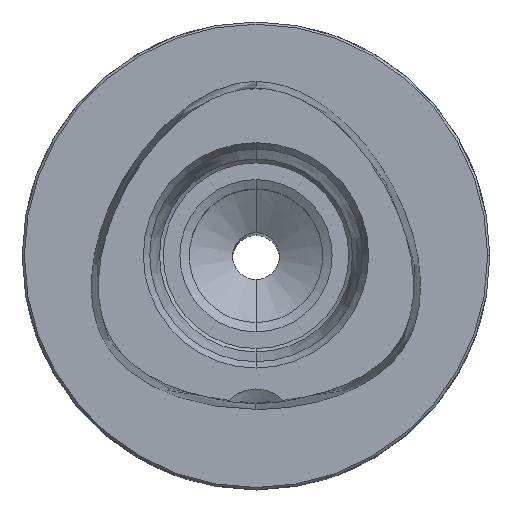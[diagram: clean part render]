
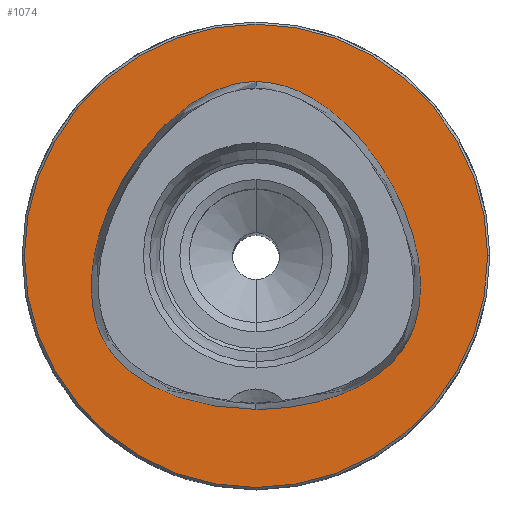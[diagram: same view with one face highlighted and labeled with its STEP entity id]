
A CAD part, top view. The second image highlights one B-rep face of the part: STEP entity #1074.
In plain terms, the highlighted planar face has unit normal (0, 0, 1).
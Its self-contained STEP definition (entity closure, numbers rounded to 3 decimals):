
#71=CARTESIAN_POINT('',(0.,23.475,0.));
#72=CARTESIAN_POINT('',(0.844,23.475,0.));
#73=CARTESIAN_POINT('',(2.531,23.302,0.));
#74=CARTESIAN_POINT('',(5.127,22.519,0.));
#75=CARTESIAN_POINT('',(7.604,21.297,0.));
#76=CARTESIAN_POINT('',(9.964,19.699,0.));
#77=CARTESIAN_POINT('',(12.154,17.812,0.));
#78=CARTESIAN_POINT('',(14.217,15.635,0.));
#79=CARTESIAN_POINT('',(16.154,13.159,0.));
#80=CARTESIAN_POINT('',(17.908,10.432,0.));
#81=CARTESIAN_POINT('',(19.42,7.53,0.));
#82=CARTESIAN_POINT('',(20.625,4.569,0.));
#83=CARTESIAN_POINT('',(21.493,1.664,0.));
#84=CARTESIAN_POINT('',(22.04,-1.199,0.));
#85=CARTESIAN_POINT('',(22.246,-4.062,0.));
#86=CARTESIAN_POINT('',(22.062,-6.822,0.));
#87=CARTESIAN_POINT('',(21.458,-9.422,0.));
#88=CARTESIAN_POINT('',(20.403,-11.795,0.));
#89=CARTESIAN_POINT('',(18.869,-13.894,0.));
#90=CARTESIAN_POINT('',(16.912,-15.718,0.));
#91=CARTESIAN_POINT('',(14.602,-17.257,0.));
#92=CARTESIAN_POINT('',(12.012,-18.507,0.));
#93=CARTESIAN_POINT('',(9.262,-19.458,0.));
#94=CARTESIAN_POINT('',(6.348,-20.145,0.));
#95=CARTESIAN_POINT('',(3.278,-20.572,0.));
#96=CARTESIAN_POINT('',(1.112,-20.675,0.));
#97=CARTESIAN_POINT('',(0.,-20.675,0.));
#132=CARTESIAN_POINT('',(0.,0.,0.));
#133=DIRECTION('',(0.,0.,1.));
#134=DIRECTION('',(1.,0.,0.));
#135=AXIS2_PLACEMENT_3D('',#132,#133,#134);
#140=CARTESIAN_POINT('',(0.,0.,0.));
#141=DIRECTION('',(0.,0.,1.));
#142=DIRECTION('',(-1.,0.,0.));
#143=AXIS2_PLACEMENT_3D('',#140,#141,#142);
#148=CARTESIAN_POINT('',(0.,-20.675,0.));
#149=CARTESIAN_POINT('',(-1.119,-20.675,0.));
#150=CARTESIAN_POINT('',(-3.3,-20.571,0.));
#151=CARTESIAN_POINT('',(-6.401,-20.136,0.));
#152=CARTESIAN_POINT('',(-9.341,-19.436,0.));
#153=CARTESIAN_POINT('',(-12.102,-18.47,0.));
#154=CARTESIAN_POINT('',(-14.683,-17.21,0.));
#155=CARTESIAN_POINT('',(-16.973,-15.669,0.));
#156=CARTESIAN_POINT('',(-18.918,-13.839,0.));
#157=CARTESIAN_POINT('',(-20.438,-11.735,0.));
#158=CARTESIAN_POINT('',(-21.478,-9.358,0.));
#159=CARTESIAN_POINT('',(-22.071,-6.76,0.));
#160=CARTESIAN_POINT('',(-22.245,-3.997,0.));
#161=CARTESIAN_POINT('',(-22.031,-1.141,0.));
#162=CARTESIAN_POINT('',(-21.484,1.697,0.));
#163=CARTESIAN_POINT('',(-20.625,4.563,0.));
#164=CARTESIAN_POINT('',(-19.444,7.473,0.));
#165=CARTESIAN_POINT('',(-17.956,10.348,0.));
#166=CARTESIAN_POINT('',(-16.197,13.1,0.));
#167=CARTESIAN_POINT('',(-14.236,15.615,0.));
#168=CARTESIAN_POINT('',(-12.152,17.815,0.));
#169=CARTESIAN_POINT('',(-9.949,19.711,0.));
#170=CARTESIAN_POINT('',(-7.588,21.305,0.));
#171=CARTESIAN_POINT('',(-5.119,22.521,0.));
#172=CARTESIAN_POINT('',(-2.534,23.302,0.));
#173=CARTESIAN_POINT('',(-0.845,23.475,0.));
#174=CARTESIAN_POINT('',(0.,23.475,0.));
#871=CARTESIAN_POINT('',(31.2,0.,0.));
#872=CARTESIAN_POINT('',(-31.2,0.,0.));
#873=VERTEX_POINT('',#871);
#874=VERTEX_POINT('',#872);
#897=VERTEX_POINT('',#71);
#898=VERTEX_POINT('',#97);
#1058=CARTESIAN_POINT('',(0.,0.,0.));
#1059=DIRECTION('',(0.,0.,-1.));
#1060=DIRECTION('',(-1.,0.,0.));
#1061=AXIS2_PLACEMENT_3D('',#1058,#1059,#1060);
#1062=PLANE('',#1061);
#1064=ORIENTED_EDGE('',*,*,#1063,.F.);
#1066=ORIENTED_EDGE('',*,*,#1065,.F.);
#1067=EDGE_LOOP('',(#1064,#1066));
#1068=FACE_OUTER_BOUND('',#1067,.F.);
#1069=ORIENTED_EDGE('',*,*,#1045,.F.);
#1071=ORIENTED_EDGE('',*,*,#1070,.F.);
#1072=EDGE_LOOP('',(#1069,#1071));
#1073=FACE_BOUND('',#1072,.F.);
#98=B_SPLINE_CURVE_WITH_KNOTS('',3,(#71,#72,#73,#74,#75,#76,#77,#78,#79,#80,#81,
#82,#83,#84,#85,#86,#87,#88,#89,#90,#91,#92,#93,#94,#95,#96,#97),.UNSPECIFIED.,
.F.,.F.,(4,1,1,1,1,1,1,1,1,1,1,1,1,1,1,1,1,1,1,1,1,1,1,1,4),(0.,
0.042,0.083,0.125,0.167,0.208,
0.25,0.292,0.333,0.375,0.417,
0.458,0.5,0.542,0.583,0.625,
0.667,0.708,0.75,0.792,0.833,
0.875,0.917,0.958,1.),.UNSPECIFIED.);
#136=CIRCLE('',#135,31.2);
#144=CIRCLE('',#143,31.2);
#175=B_SPLINE_CURVE_WITH_KNOTS('',3,(#148,#149,#150,#151,#152,#153,#154,#155,
#156,#157,#158,#159,#160,#161,#162,#163,#164,#165,#166,#167,#168,#169,#170,#171,
#172,#173,#174),.UNSPECIFIED.,.F.,.F.,(4,1,1,1,1,1,1,1,1,1,1,1,1,1,1,1,1,1,1,1,
1,1,1,1,4),(0.,0.042,0.083,0.125,0.167,
0.208,0.25,0.292,0.333,0.375,
0.417,0.458,0.5,0.542,0.583,
0.625,0.667,0.708,0.75,0.792,
0.833,0.875,0.917,0.958,1.),
.UNSPECIFIED.);
#1045=EDGE_CURVE('',#897,#898,#98,.T.);
#1063=EDGE_CURVE('',#873,#874,#136,.T.);
#1065=EDGE_CURVE('',#874,#873,#144,.T.);
#1070=EDGE_CURVE('',#898,#897,#175,.T.);
#1074=ADVANCED_FACE('',(#1068,#1073),#1062,.F.);
